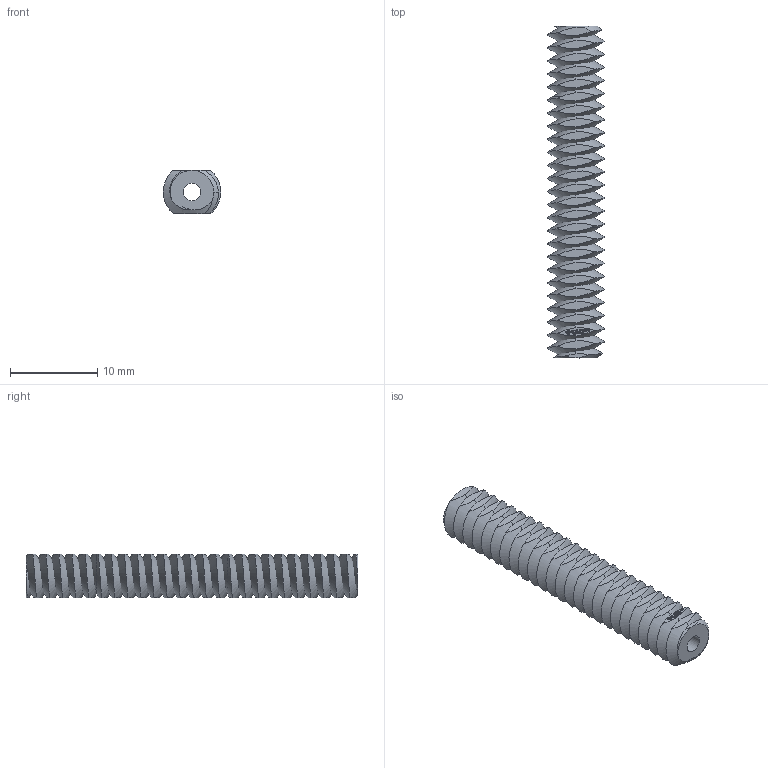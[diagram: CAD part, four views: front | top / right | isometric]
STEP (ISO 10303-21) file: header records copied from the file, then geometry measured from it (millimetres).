
FILE_DESCRIPTION(('FreeCAD Model'),'2;1');
FILE_NAME('Open CASCADE Shape Model','2023-11-29T16:39:23',(''),(''), 'Open CASCADE STEP processor 7.6','FreeCAD','Unknown');
FILE_SCHEMA(('AUTOMOTIVE_DESIGN { 1 0 10303 214 1 1 1 1 }'));
Products named in the file (1): Threaded Rod FL-RH BU02.25 - SPN-THR-0009 (stemfie.org)
Bounding box: 6.59 x 38.12 x 5 mm (x, y, z)
Volume: 693.6 mm3; surface area: 1393.7 mm2
Topology: 1 solids, 1 shells, 589 faces, 1633 edges, 1079 vertices
Faces by surface type: plane 356, extrusion 168, bspline 57, cone 7, cylinder 1
Full cylindrical faces by diameter (mm): 2 x1
Entity records: 58542 total; most frequent: CARTESIAN_POINT 28352, DIRECTION 4456, VECTOR 3685, LINE 3517, ORIENTED_EDGE 3266, PCURVE 3266, DEFINITIONAL_REPRESENTATION 3266, EDGE_CURVE 1633
